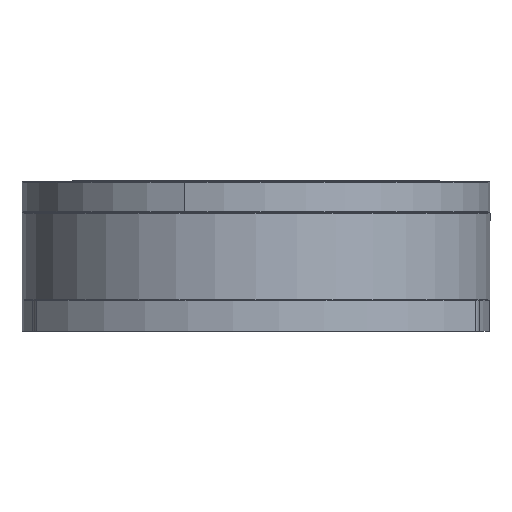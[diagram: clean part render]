
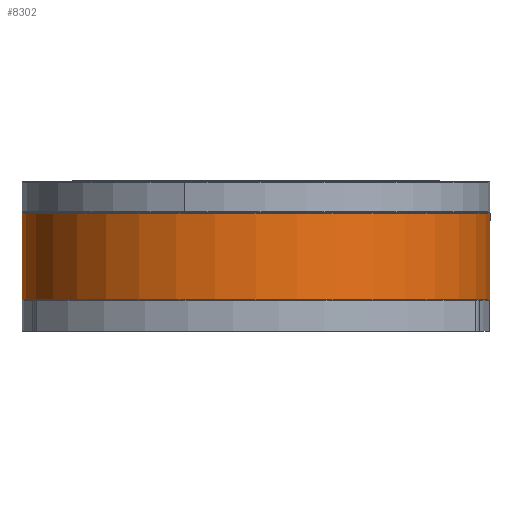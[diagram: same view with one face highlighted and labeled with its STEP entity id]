
A CAD part, front view. The second image highlights one B-rep face of the part: STEP entity #8302.
In plain terms, the highlighted cylindrical face has radius 140 mm (diameter 280 mm), a partial arc.
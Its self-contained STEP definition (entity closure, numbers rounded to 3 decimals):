
#2894 = DIRECTION ( 'NONE',  ( 0., -1., 0. ) ) ;
#2978 = VECTOR ( 'NONE', #21813, 1000. ) ;
#3201 = FACE_OUTER_BOUND ( 'NONE', #26510, .T. ) ;
#3430 = AXIS2_PLACEMENT_3D ( 'NONE', #24458, #7139, #9422 ) ;
#3514 = ORIENTED_EDGE ( 'NONE', *, *, #24747, .T. ) ;
#3614 = VERTEX_POINT ( 'NONE', #7625 ) ;
#4289 = AXIS2_PLACEMENT_3D ( 'NONE', #14263, #12124, #18699 ) ;
#6906 = LINE ( 'NONE', #7048, #2978 ) ;
#7048 = CARTESIAN_POINT ( 'NONE',  ( -140., -1580.237, 0. ) ) ;
#7139 = DIRECTION ( 'NONE',  ( 0., -1., 0. ) ) ;
#7625 = CARTESIAN_POINT ( 'NONE',  ( 140., 51.8, 0. ) ) ;
#7954 = VECTOR ( 'NONE', #18405, 1000. ) ;
#8302 = ADVANCED_FACE ( 'NONE', ( #3201 ), #20782, .T. ) ;
#9422 = DIRECTION ( 'NONE',  ( 1., 0., 0. ) ) ;
#10619 = ORIENTED_EDGE ( 'NONE', *, *, #12304, .T. ) ;
#11922 = DIRECTION ( 'NONE',  ( 1., 0., 0. ) ) ;
#12124 = DIRECTION ( 'NONE',  ( 0., -1., 0. ) ) ;
#12304 = EDGE_CURVE ( 'NONE', #3614, #25801, #26677, .T. ) ;
#14263 = CARTESIAN_POINT ( 'NONE',  ( 0., 51.8, 0. ) ) ;
#14670 = EDGE_CURVE ( 'NONE', #3614, #26036, #24846, .T. ) ;
#15752 = CIRCLE ( 'NONE', #3430, 140. ) ;
#18198 = EDGE_CURVE ( 'NONE', #26036, #23826, #15752, .T. ) ;
#18405 = DIRECTION ( 'NONE',  ( 0., -1., 0. ) ) ;
#18699 = DIRECTION ( 'NONE',  ( 1., 0., 0. ) ) ;
#20782 = CYLINDRICAL_SURFACE ( 'NONE', #26419, 140. ) ;
#21231 = CARTESIAN_POINT ( 'NONE',  ( 140., 0., 0. ) ) ;
#21452 = CARTESIAN_POINT ( 'NONE',  ( -140., 0., 0. ) ) ;
#21813 = DIRECTION ( 'NONE',  ( 0., -1., 0. ) ) ;
#23045 = ORIENTED_EDGE ( 'NONE', *, *, #14670, .F. ) ;
#23746 = ORIENTED_EDGE ( 'NONE', *, *, #18198, .F. ) ;
#23826 = VERTEX_POINT ( 'NONE', #21452 ) ;
#24458 = CARTESIAN_POINT ( 'NONE',  ( 0., 0., 0. ) ) ;
#24529 = CARTESIAN_POINT ( 'NONE',  ( 0., -1580.237, 0. ) ) ;
#24747 = EDGE_CURVE ( 'NONE', #25801, #23826, #6906, .T. ) ;
#24846 = LINE ( 'NONE', #25013, #7954 ) ;
#25013 = CARTESIAN_POINT ( 'NONE',  ( 140., -1580.237, 0. ) ) ;
#25801 = VERTEX_POINT ( 'NONE', #27115 ) ;
#26036 = VERTEX_POINT ( 'NONE', #21231 ) ;
#26419 = AXIS2_PLACEMENT_3D ( 'NONE', #24529, #2894, #11922 ) ;
#26510 = EDGE_LOOP ( 'NONE', ( #10619, #3514, #23746, #23045 ) ) ;
#26677 = CIRCLE ( 'NONE', #4289, 140. ) ;
#27115 = CARTESIAN_POINT ( 'NONE',  ( -140., 51.8, 0. ) ) ;
